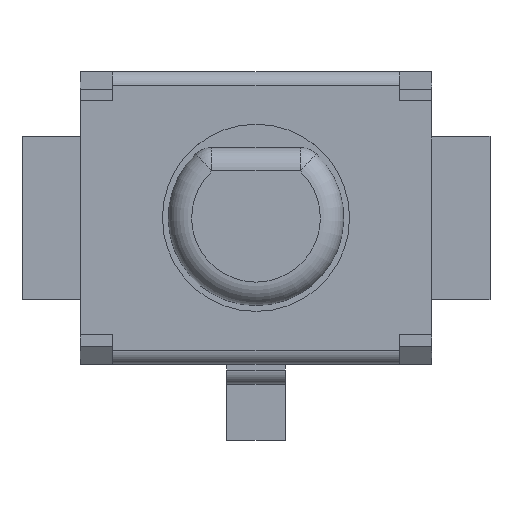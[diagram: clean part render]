
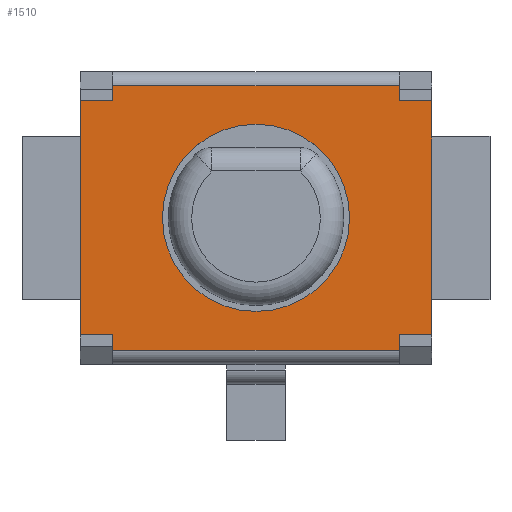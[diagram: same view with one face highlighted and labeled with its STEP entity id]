
A CAD part, top view. The second image highlights one B-rep face of the part: STEP entity #1510.
In plain terms, the highlighted planar face has unit normal (0, 0, 1).
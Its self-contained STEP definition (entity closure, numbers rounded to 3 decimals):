
#13=DIRECTION('',(0.,0.,1.));
#27=VECTOR('',#28,1.);
#28=DIRECTION('',(1.,0.,0.));
#40=VECTOR('',#41,1.);
#41=DIRECTION('',(1.,0.,0.));
#111=VECTOR('',#112,1.);
#112=DIRECTION('',(-1.,0.,0.));
#119=DIRECTION('',(0.,1.,0.));
#137=VECTOR('',#138,1.);
#138=DIRECTION('',(0.,-1.,0.));
#145=VECTOR('',#119,1.);
#236=VECTOR('',#237,1.);
#237=DIRECTION('',(0.,1.,0.));
#287=VECTOR('',#288,1.);
#288=DIRECTION('',(0.,-1.,0.));
#672=VECTOR('',#673,1.);
#673=DIRECTION('',(-1.,0.,0.));
#894=VERTEX_POINT('',#895);
#895=CARTESIAN_POINT('',(-1.5,1.82,1.2));
#897=ORIENTED_EDGE('',*,*,#898,.T.);
#898=EDGE_CURVE('',#894,#899,#901,.T.);
#899=VERTEX_POINT('',#900);
#900=CARTESIAN_POINT('',(-1.5,-0.18,1.2));
#901=LINE('',#895,#137);
#1061=VERTEX_POINT('',#1062);
#1062=CARTESIAN_POINT('',(1.225,-0.18,1.2));
#1065=EDGE_CURVE('',#1061,#1066,#1068,.T.);
#1066=VERTEX_POINT('',#1067);
#1067=CARTESIAN_POINT('',(1.225,-0.31,1.2));
#1068=LINE('',#1062,#287);
#1086=VERTEX_POINT('',#1087);
#1087=CARTESIAN_POINT('',(-1.225,-0.18,1.2));
#1089=ORIENTED_EDGE('',*,*,#1090,.T.);
#1090=EDGE_CURVE('',#1086,#1091,#1093,.T.);
#1091=VERTEX_POINT('',#1092);
#1092=CARTESIAN_POINT('',(-1.225,-0.31,1.2));
#1093=LINE('',#1087,#287);
#1247=VERTEX_POINT('',#1248);
#1248=CARTESIAN_POINT('',(1.5,-0.18,1.2));
#1250=ORIENTED_EDGE('',*,*,#1251,.T.);
#1251=EDGE_CURVE('',#1247,#1252,#1254,.T.);
#1252=VERTEX_POINT('',#1253);
#1253=CARTESIAN_POINT('',(1.5,1.82,1.2));
#1254=LINE('',#1248,#145);
#1476=VERTEX_POINT('',#1477);
#1477=CARTESIAN_POINT('',(-1.225,1.82,1.2));
#1480=EDGE_CURVE('',#1476,#1481,#1483,.T.);
#1481=VERTEX_POINT('',#1482);
#1482=CARTESIAN_POINT('',(-1.225,1.95,1.2));
#1483=LINE('',#1477,#236);
#1494=ORIENTED_EDGE('',*,*,#1495,.T.);
#1495=EDGE_CURVE('',#1476,#894,#1496,.T.);
#1496=LINE('',#1253,#111);
#1504=ORIENTED_EDGE('',*,*,#1505,.T.);
#1505=EDGE_CURVE('',#899,#1086,#1506,.T.);
#1506=LINE('',#900,#27);
#1510=ADVANCED_FACE('',(#1511,#1532),#1541,.T.);
#1511=FACE_BOUND('',#1512,.T.);
#1512=EDGE_LOOP('',(#1504,#1089,#1513,#1516,#1517,#1250,#1519,#1523,#1528,#1531,#1494,#897));
#1513=ORIENTED_EDGE('',*,*,#1514,.T.);
#1514=EDGE_CURVE('',#1091,#1066,#1515,.T.);
#1515=LINE('',#1092,#40);
#1516=ORIENTED_EDGE('',*,*,#1065,.F.);
#1517=ORIENTED_EDGE('',*,*,#1518,.T.);
#1518=EDGE_CURVE('',#1061,#1247,#1506,.T.);
#1519=ORIENTED_EDGE('',*,*,#1520,.T.);
#1520=EDGE_CURVE('',#1252,#1521,#1496,.T.);
#1521=VERTEX_POINT('',#1522);
#1522=CARTESIAN_POINT('',(1.225,1.82,1.2));
#1523=ORIENTED_EDGE('',*,*,#1524,.T.);
#1524=EDGE_CURVE('',#1521,#1525,#1527,.T.);
#1525=VERTEX_POINT('',#1526);
#1526=CARTESIAN_POINT('',(1.225,1.95,1.2));
#1527=LINE('',#1522,#236);
#1528=ORIENTED_EDGE('',*,*,#1529,.T.);
#1529=EDGE_CURVE('',#1525,#1481,#1530,.T.);
#1530=LINE('',#1526,#672);
#1531=ORIENTED_EDGE('',*,*,#1480,.F.);
#1532=FACE_BOUND('',#1533,.T.);
#1533=EDGE_LOOP('',(#1534));
#1534=ORIENTED_EDGE('',*,*,#1535,.F.);
#1535=EDGE_CURVE('',#1536,#1536,#1538,.T.);
#1536=VERTEX_POINT('',#1537);
#1537=CARTESIAN_POINT('',(0.8,0.82,1.2));
#1538=CIRCLE('',#1539,0.8);
#1539=AXIS2_PLACEMENT_3D('',#1540,#13,#28);
#1540=CARTESIAN_POINT('',(0.,0.82,1.2));
#1541=PLANE('',#1539);
